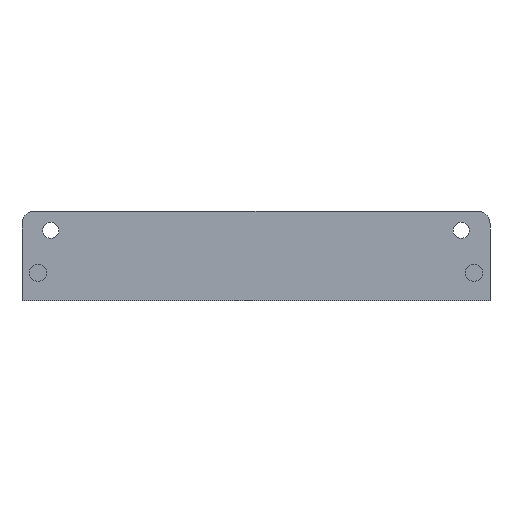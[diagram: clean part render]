
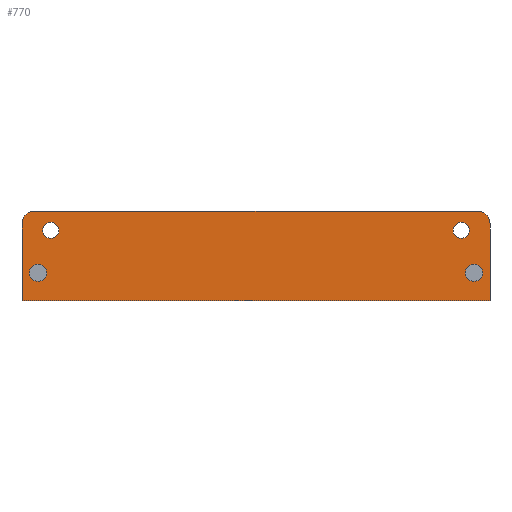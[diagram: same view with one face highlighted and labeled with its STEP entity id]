
A CAD part, top view. The second image highlights one B-rep face of the part: STEP entity #770.
In plain terms, the highlighted planar face has unit normal (0, 0, 1).
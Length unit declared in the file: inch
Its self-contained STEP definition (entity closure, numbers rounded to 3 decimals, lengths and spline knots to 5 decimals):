
#18 = DIRECTION ( 'NONE',  ( 1., 0., 0. ) ) ;
#48 = EDGE_CURVE ( 'NONE', #375, #711, #810, .T. ) ;
#70 = CARTESIAN_POINT ( 'NONE',  ( 4.25, -0.328, 0. ) ) ;
#74 = AXIS2_PLACEMENT_3D ( 'NONE', #808, #870, #723 ) ;
#89 = VECTOR ( 'NONE', #18, 39.37008 ) ;
#102 = CARTESIAN_POINT ( 'NONE',  ( 4.156, 0.5, 0. ) ) ;
#109 = DIRECTION ( 'NONE',  ( 0., -1., 0. ) ) ;
#129 = EDGE_LOOP ( 'NONE', ( #167 ) ) ;
#159 = ORIENTED_EDGE ( 'NONE', *, *, #48, .T. ) ;
#167 = ORIENTED_EDGE ( 'NONE', *, *, #813, .T. ) ;
#195 = ORIENTED_EDGE ( 'NONE', *, *, #436, .T. ) ;
#207 = ORIENTED_EDGE ( 'NONE', *, *, #349, .T. ) ;
#208 = FACE_BOUND ( 'NONE', #129, .T. ) ;
#210 = VERTEX_POINT ( 'NONE', #102 ) ;
#214 = DIRECTION ( 'NONE',  ( 0., 1., 0. ) ) ;
#219 = EDGE_LOOP ( 'NONE', ( #457 ) ) ;
#245 = VERTEX_POINT ( 'NONE', #259 ) ;
#259 = CARTESIAN_POINT ( 'NONE',  ( 4.3125, 0.875, 0. ) ) ;
#318 = CIRCLE ( 'NONE', #952, 0.156 ) ;
#329 = DIRECTION ( 'NONE',  ( 1., 0., 0. ) ) ;
#331 = DIRECTION ( 'NONE',  ( -1., 0., 0. ) ) ;
#332 = DIRECTION ( 'NONE',  ( 0., 0., 1. ) ) ;
#335 = LINE ( 'NONE', #760, #453 ) ;
#336 = EDGE_CURVE ( 'NONE', #711, #245, #637, .T. ) ;
#349 = EDGE_CURVE ( 'NONE', #961, #375, #386, .T. ) ;
#363 = CARTESIAN_POINT ( 'NONE',  ( 4.5625, -0.875, 0. ) ) ;
#367 = DIRECTION ( 'NONE',  ( 1., 0., 0. ) ) ;
#375 = VERTEX_POINT ( 'NONE', #363 ) ;
#376 = CARTESIAN_POINT ( 'NONE',  ( -4.5625, 0.625, 0. ) ) ;
#381 = CARTESIAN_POINT ( 'NONE',  ( 0., -0.875, 0. ) ) ;
#386 = LINE ( 'NONE', #381, #89 ) ;
#387 = EDGE_CURVE ( 'NONE', #449, #449, #911, .T. ) ;
#420 = EDGE_CURVE ( 'NONE', #442, #961, #787, .T. ) ;
#436 = EDGE_CURVE ( 'NONE', #872, #442, #1028, .T. ) ;
#438 = DIRECTION ( 'NONE',  ( 0., 0., 1. ) ) ;
#442 = VERTEX_POINT ( 'NONE', #376 ) ;
#449 = VERTEX_POINT ( 'NONE', #1060 ) ;
#453 = VECTOR ( 'NONE', #331, 39.37008 ) ;
#457 = ORIENTED_EDGE ( 'NONE', *, *, #1030, .T. ) ;
#475 = CARTESIAN_POINT ( 'NONE',  ( 4.5625, 0.625, 0. ) ) ;
#478 = CARTESIAN_POINT ( 'NONE',  ( 4.5625, 0., 0. ) ) ;
#490 = FACE_OUTER_BOUND ( 'NONE', #1089, .T. ) ;
#504 = FACE_BOUND ( 'NONE', #527, .T. ) ;
#527 = EDGE_LOOP ( 'NONE', ( #1048 ) ) ;
#566 = CARTESIAN_POINT ( 'NONE',  ( 4., 0.5, 0. ) ) ;
#572 = EDGE_LOOP ( 'NONE', ( #1067 ) ) ;
#585 = DIRECTION ( 'NONE',  ( 0., 0., -1. ) ) ;
#587 = EDGE_CURVE ( 'NONE', #210, #210, #914, .T. ) ;
#594 = AXIS2_PLACEMENT_3D ( 'NONE', #70, #773, #923 ) ;
#596 = CARTESIAN_POINT ( 'NONE',  ( 0., 0., 0. ) ) ;
#599 = CARTESIAN_POINT ( 'NONE',  ( -4., 0.5, 0. ) ) ;
#604 = AXIS2_PLACEMENT_3D ( 'NONE', #596, #332, #774 ) ;
#614 = ORIENTED_EDGE ( 'NONE', *, *, #420, .T. ) ;
#620 = VECTOR ( 'NONE', #109, 39.37008 ) ;
#633 = CARTESIAN_POINT ( 'NONE',  ( -4.5625, 0., 0. ) ) ;
#637 = CIRCLE ( 'NONE', #683, 0.25 ) ;
#655 = FACE_BOUND ( 'NONE', #219, .T. ) ;
#683 = AXIS2_PLACEMENT_3D ( 'NONE', #852, #438, #775 ) ;
#689 = CARTESIAN_POINT ( 'NONE',  ( 4.375, -0.328, 0. ) ) ;
#700 = CARTESIAN_POINT ( 'NONE',  ( -4.25, -0.328, 0. ) ) ;
#708 = CARTESIAN_POINT ( 'NONE',  ( -3.844, 0.5, 0. ) ) ;
#711 = VERTEX_POINT ( 'NONE', #475 ) ;
#715 = CARTESIAN_POINT ( 'NONE',  ( -4.3125, 0.875, 0. ) ) ;
#723 = DIRECTION ( 'NONE',  ( 1., 0., 0. ) ) ;
#760 = CARTESIAN_POINT ( 'NONE',  ( 0., 0.875, 0. ) ) ;
#770 = ADVANCED_FACE ( 'NONE', ( #655, #504, #818, #208, #490 ), #811, .T. ) ;
#773 = DIRECTION ( 'NONE',  ( 0., 0., -1. ) ) ;
#774 = DIRECTION ( 'NONE',  ( 1., 0., 0. ) ) ;
#775 = DIRECTION ( 'NONE',  ( 1., 0., 0. ) ) ;
#777 = ORIENTED_EDGE ( 'NONE', *, *, #336, .T. ) ;
#787 = LINE ( 'NONE', #633, #620 ) ;
#789 = VERTEX_POINT ( 'NONE', #689 ) ;
#808 = CARTESIAN_POINT ( 'NONE',  ( -4.3125, 0.625, 0. ) ) ;
#810 = LINE ( 'NONE', #478, #936 ) ;
#811 = PLANE ( 'NONE',  #604 ) ;
#813 = EDGE_CURVE ( 'NONE', #866, #866, #318, .T. ) ;
#818 = FACE_BOUND ( 'NONE', #572, .T. ) ;
#852 = CARTESIAN_POINT ( 'NONE',  ( 4.3125, 0.625, 0. ) ) ;
#860 = AXIS2_PLACEMENT_3D ( 'NONE', #700, #873, #367 ) ;
#866 = VERTEX_POINT ( 'NONE', #708 ) ;
#870 = DIRECTION ( 'NONE',  ( 0., 0., 1. ) ) ;
#872 = VERTEX_POINT ( 'NONE', #715 ) ;
#873 = DIRECTION ( 'NONE',  ( 0., 0., -1. ) ) ;
#911 = CIRCLE ( 'NONE', #860, 0.125 ) ;
#914 = CIRCLE ( 'NONE', #1050, 0.156 ) ;
#923 = DIRECTION ( 'NONE',  ( 1., 0., 0. ) ) ;
#930 = DIRECTION ( 'NONE',  ( 1., 0., 0. ) ) ;
#935 = DIRECTION ( 'NONE',  ( 0., 0., -1. ) ) ;
#936 = VECTOR ( 'NONE', #214, 39.37008 ) ;
#952 = AXIS2_PLACEMENT_3D ( 'NONE', #599, #935, #930 ) ;
#961 = VERTEX_POINT ( 'NONE', #1047 ) ;
#1010 = EDGE_CURVE ( 'NONE', #245, #872, #335, .T. ) ;
#1025 = ORIENTED_EDGE ( 'NONE', *, *, #1010, .T. ) ;
#1028 = CIRCLE ( 'NONE', #74, 0.25 ) ;
#1030 = EDGE_CURVE ( 'NONE', #789, #789, #1056, .T. ) ;
#1047 = CARTESIAN_POINT ( 'NONE',  ( -4.5625, -0.875, 0. ) ) ;
#1048 = ORIENTED_EDGE ( 'NONE', *, *, #387, .T. ) ;
#1050 = AXIS2_PLACEMENT_3D ( 'NONE', #566, #585, #329 ) ;
#1056 = CIRCLE ( 'NONE', #594, 0.125 ) ;
#1060 = CARTESIAN_POINT ( 'NONE',  ( -4.125, -0.328, 0. ) ) ;
#1067 = ORIENTED_EDGE ( 'NONE', *, *, #587, .T. ) ;
#1089 = EDGE_LOOP ( 'NONE', ( #159, #777, #1025, #195, #614, #207 ) ) ;
